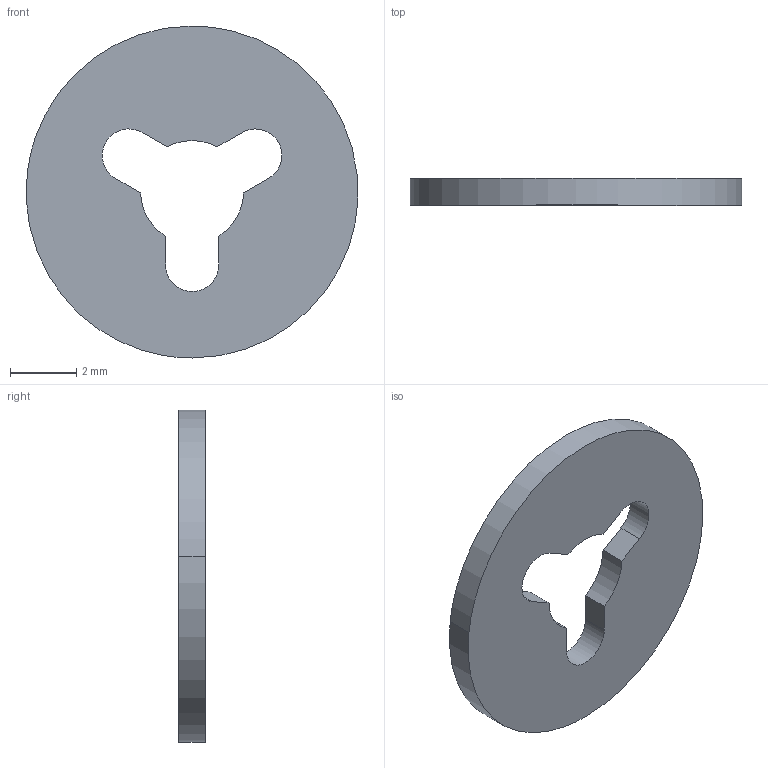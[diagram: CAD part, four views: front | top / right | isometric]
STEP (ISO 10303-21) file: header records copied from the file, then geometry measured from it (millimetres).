
FILE_DESCRIPTION((''),'2;1');
FILE_NAME('','2005-07-15T17:44:03',(''),(''),'','CADfix','');
FILE_SCHEMA(('AUTOMOTIVE_DESIGN'));
Length unit declared in the file: millimetre
Products named in the file (1): washer
Bounding box: 9.99 x 0.8 x 10 mm (x, y, z)
Volume: 51.7 mm3; surface area: 168.2 mm2
Topology: 1 solids, 1 shells, 16 faces, 46 edges, 32 vertices
Faces by surface type: bspline 16
Entity records: 551 total; most frequent: CARTESIAN_POINT 273, ORIENTED_EDGE 92, EDGE_CURVE 46, VERTEX_POINT 32, QUASI_UNIFORM_CURVE 26, EDGE_LOOP 18, FACE_OUTER_BOUND 16, ADVANCED_FACE 16
